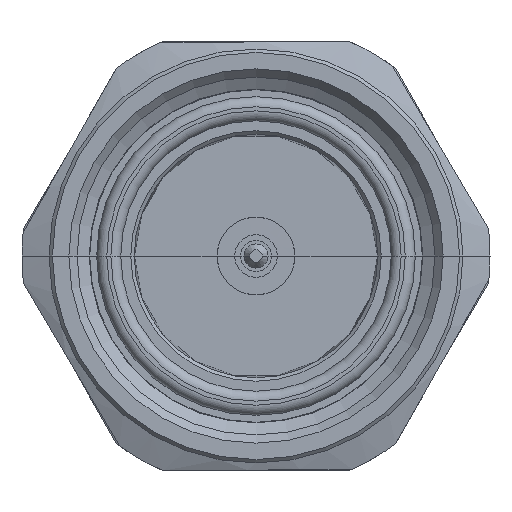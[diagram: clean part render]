
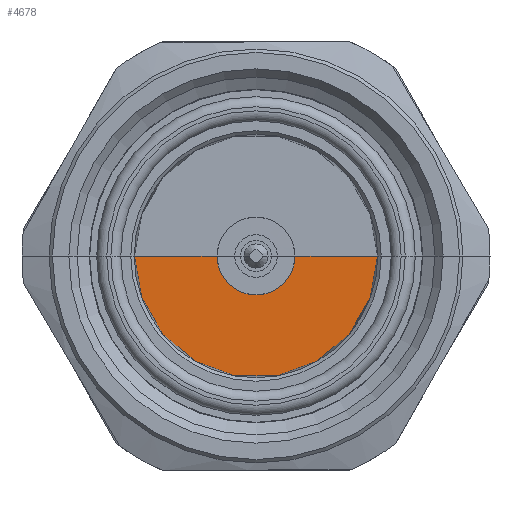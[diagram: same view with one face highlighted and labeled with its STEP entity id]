
A CAD part, left-side view. The second image highlights one B-rep face of the part: STEP entity #4678.
In plain terms, the highlighted conical face has half-angle 89.908 degrees and reference radius 9.082 mm.
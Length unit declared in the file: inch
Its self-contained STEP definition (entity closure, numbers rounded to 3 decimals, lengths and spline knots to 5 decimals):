
#206 = DIRECTION ( 'NONE',  ( 0., 0., -1. ) ) ;
#271 = VERTEX_POINT ( 'NONE', #3064 ) ;
#299 = EDGE_LOOP ( 'NONE', ( #337, #1631, #3596, #3669 ) ) ;
#337 = ORIENTED_EDGE ( 'NONE', *, *, #4554, .T. ) ;
#582 = EDGE_CURVE ( 'NONE', #3110, #813, #4674, .T. ) ;
#683 = DIRECTION ( 'NONE',  ( 0.002, 0., 1. ) ) ;
#813 = VERTEX_POINT ( 'NONE', #961 ) ;
#961 = CARTESIAN_POINT ( 'NONE',  ( 0.02884, 0., 0.35757 ) ) ;
#990 = DIRECTION ( 'NONE',  ( 0.002, 0., -1. ) ) ;
#1056 = CARTESIAN_POINT ( 'NONE',  ( 0.02884, 0., 0. ) ) ;
#1089 = CARTESIAN_POINT ( 'NONE',  ( 0.02845, 0., 0. ) ) ;
#1447 = FACE_OUTER_BOUND ( 'NONE', #299, .T. ) ;
#1631 = ORIENTED_EDGE ( 'NONE', *, *, #5469, .T. ) ;
#1669 = AXIS2_PLACEMENT_3D ( 'NONE', #1089, #1951, #3123 ) ;
#1951 = DIRECTION ( 'NONE',  ( 1., 0., 0. ) ) ;
#2024 = CARTESIAN_POINT ( 'NONE',  ( 0.02845, 0., 0.1144 ) ) ;
#2186 = LINE ( 'NONE', #2744, #5287 ) ;
#2704 = VERTEX_POINT ( 'NONE', #2024 ) ;
#2744 = CARTESIAN_POINT ( 'NONE',  ( 0.02884, 0., -0.35757 ) ) ;
#2881 = CARTESIAN_POINT ( 'NONE',  ( 0.02884, 0., 0.35757 ) ) ;
#2889 = DIRECTION ( 'NONE',  ( 0., 0., -1. ) ) ;
#2997 = VECTOR ( 'NONE', #683, 39.37008 ) ;
#3064 = CARTESIAN_POINT ( 'NONE',  ( 0.02845, 0., -0.1144 ) ) ;
#3110 = VERTEX_POINT ( 'NONE', #4290 ) ;
#3123 = DIRECTION ( 'NONE',  ( 0., 0., -1. ) ) ;
#3257 = AXIS2_PLACEMENT_3D ( 'NONE', #1056, #4432, #206 ) ;
#3318 = DIRECTION ( 'NONE',  ( 1., 0., 0. ) ) ;
#3343 = CONICAL_SURFACE ( 'NONE', #3257, 0.35757, 1.569 ) ;
#3596 = ORIENTED_EDGE ( 'NONE', *, *, #582, .F. ) ;
#3669 = ORIENTED_EDGE ( 'NONE', *, *, #5270, .F. ) ;
#3748 = CARTESIAN_POINT ( 'NONE',  ( 0.02884, 0., 0. ) ) ;
#4290 = CARTESIAN_POINT ( 'NONE',  ( 0.02884, 0., -0.35757 ) ) ;
#4432 = DIRECTION ( 'NONE',  ( 1., 0., 0. ) ) ;
#4554 = EDGE_CURVE ( 'NONE', #271, #2704, #5471, .T. ) ;
#4674 = CIRCLE ( 'NONE', #5387, 0.35757 ) ;
#4678 = ADVANCED_FACE ( 'NONE', ( #1447 ), #3343, .T. ) ;
#4932 = LINE ( 'NONE', #2881, #2997 ) ;
#5270 = EDGE_CURVE ( 'NONE', #271, #3110, #2186, .T. ) ;
#5287 = VECTOR ( 'NONE', #990, 39.37008 ) ;
#5387 = AXIS2_PLACEMENT_3D ( 'NONE', #3748, #3318, #2889 ) ;
#5469 = EDGE_CURVE ( 'NONE', #2704, #813, #4932, .T. ) ;
#5471 = CIRCLE ( 'NONE', #1669, 0.1144 ) ;
